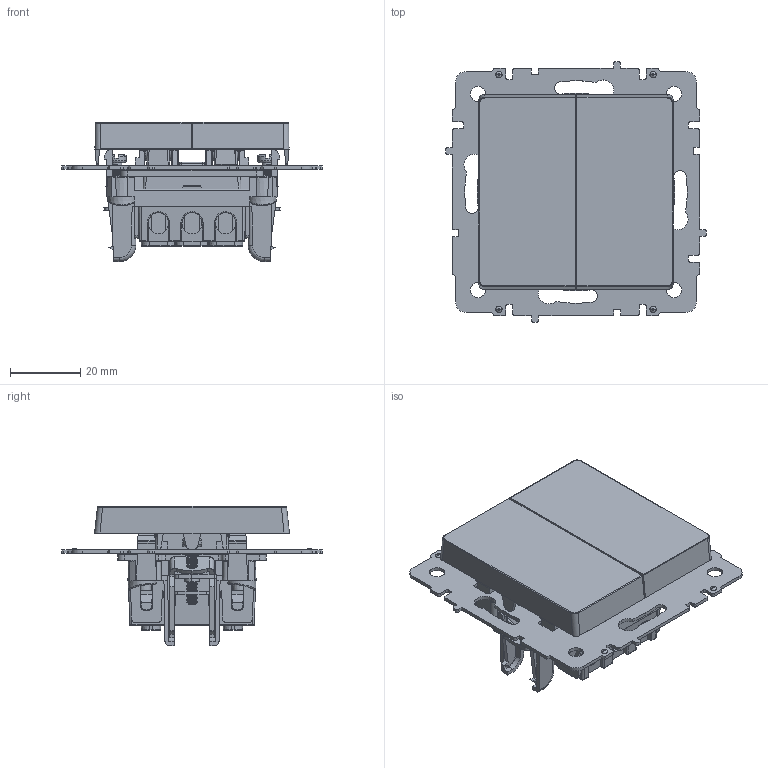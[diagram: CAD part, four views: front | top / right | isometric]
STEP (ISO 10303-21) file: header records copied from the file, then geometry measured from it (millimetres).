
FILE_DESCRIPTION (( 'STEP AP214' ), '1' );
FILE_NAME ('âûêëþ÷àòåëü äâóõêëàâèøíûé.STEP', '2024-06-27T11:31:35', ( '' ), ( '' ), 'SwSTEP 2.0', 'SolidWorks 2022', '' );
FILE_SCHEMA (( 'AUTOMOTIVE_DESIGN' ));
Length unit declared in the file: millimetre
Products named in the file (1): выключатель двухклавишный
Bounding box: 74.4 x 74.4 x 39.75 mm (x, y, z)
Volume: 26751.6 mm3; surface area: 46737.7 mm2
Topology: 17 solids, 18 shells, 3016 faces, 8467 edges, 5448 vertices
Faces by surface type: plane 1828, cylinder 788, bspline 134, cone 134, torus 122, sphere 10
Entity records: 125792 total; most frequent: CARTESIAN_POINT 49885, ORIENTED_EDGE 16886, DIRECTION 14469, EDGE_CURVE 8443, LINE 5955, VECTOR 5955, VERTEX_POINT 5446, AXIS2_PLACEMENT_3D 4257
